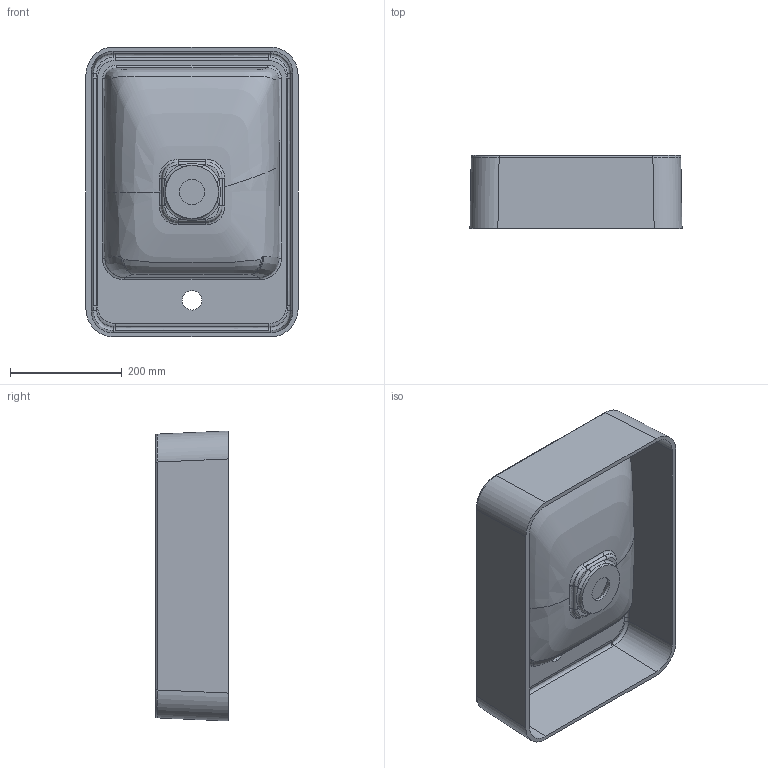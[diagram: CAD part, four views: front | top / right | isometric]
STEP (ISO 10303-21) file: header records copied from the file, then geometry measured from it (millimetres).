
FILE_DESCRIPTION (( 'STEP AP214' ), '1' );
FILE_NAME ('Marrakesh 380.STEP', '2020-12-15T13:11:08', ( '' ), ( '' ), 'SwSTEP 2.0', 'SolidWorks 2020', '' );
FILE_SCHEMA (( 'AUTOMOTIVE_DESIGN' ));
Length unit declared in the file: millimetre
Products named in the file (1): Marrakesh 380
Bounding box: 379.65 x 130 x 519.12 mm (x, y, z)
Volume: 4307876.9 mm3; surface area: 923636.2 mm2
Topology: 2 solids, 2 shells, 250 faces, 612 edges, 358 vertices
Faces by surface type: bspline 134, plane 40, cylinder 40, torus 20, cone 16
Entity records: 70564 total; most frequent: CARTESIAN_POINT 65776, ORIENTED_EDGE 1200, DIRECTION 690, EDGE_CURVE 600, VERTEX_POINT 358, B_SPLINE_CURVE_WITH_KNOTS 287, AXIS2_PLACEMENT_3D 283, EDGE_LOOP 258
